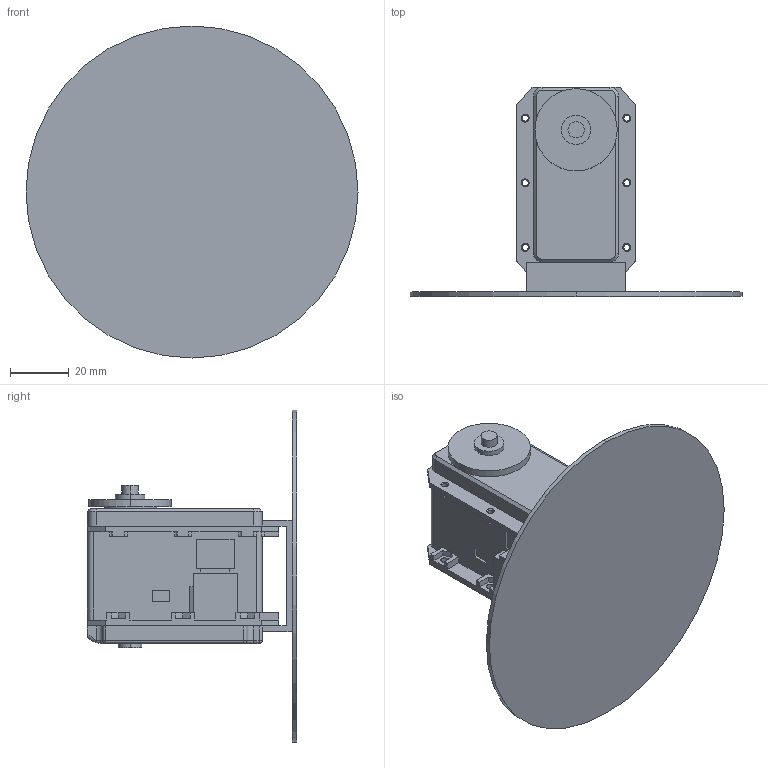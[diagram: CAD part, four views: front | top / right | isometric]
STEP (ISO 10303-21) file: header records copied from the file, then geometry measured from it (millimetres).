
FILE_DESCRIPTION (( 'STEP AP203' ), '1' );
FILE_NAME ('Link1_Default_sldprt.STEP', '2018-11-21T09:56:05', ( '' ), ( '' ), 'SwSTEP 2.0', 'SolidWorks 2017', '' );
FILE_SCHEMA (( 'CONFIG_CONTROL_DESIGN' ));
Length unit declared in the file: millimetre
Products named in the file (1): Link1_Default_sldprt
Bounding box: 113 x 71.16 x 113 mm (x, y, z)
Volume: 105125.8 mm3; surface area: 41423.8 mm2
Topology: 3 solids, 3 shells, 407 faces, 1090 edges, 706 vertices
Faces by surface type: plane 259, cylinder 96, bspline 32, cone 20
Entity records: 14198 total; most frequent: CARTESIAN_POINT 3916, ORIENTED_EDGE 2180, DIRECTION 2011, EDGE_CURVE 1090, VECTOR 815, LINE 815, VERTEX_POINT 706, AXIS2_PLACEMENT_3D 598
